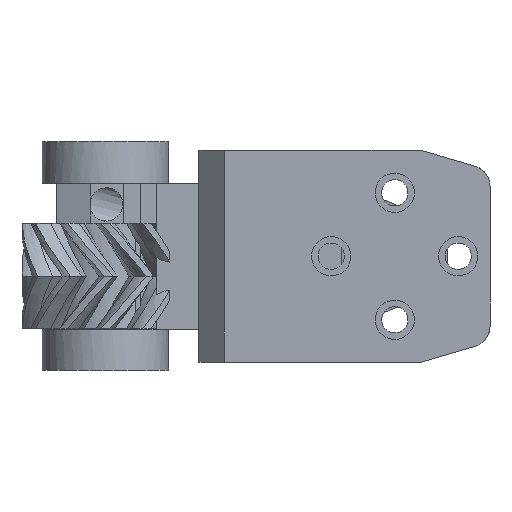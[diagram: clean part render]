
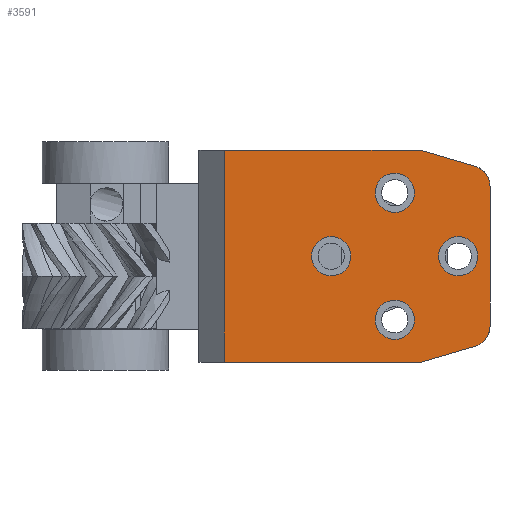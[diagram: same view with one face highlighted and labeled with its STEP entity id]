
A CAD part, front view. The second image highlights one B-rep face of the part: STEP entity #3591.
In plain terms, the highlighted planar face has unit normal (0, -1, 0).
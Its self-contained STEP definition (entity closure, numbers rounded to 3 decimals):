
#358=FACE_BOUND('',#884,.T.);
#359=FACE_BOUND('',#885,.T.);
#360=FACE_BOUND('',#886,.T.);
#361=FACE_BOUND('',#887,.T.);
#671=FACE_OUTER_BOUND('',#883,.T.);
#883=EDGE_LOOP('',(#2820,#2821,#2822,#2823,#2824,#2825,#2826,#2827));
#884=EDGE_LOOP('',(#2828));
#885=EDGE_LOOP('',(#2829));
#886=EDGE_LOOP('',(#2830));
#887=EDGE_LOOP('',(#2831));
#1048=CIRCLE('',#3834,1.85);
#1051=CIRCLE('',#3839,1.85);
#1054=CIRCLE('',#3844,1.85);
#1057=CIRCLE('',#3849,1.85);
#1070=CIRCLE('',#3871,2.);
#1071=CIRCLE('',#3877,2.);
#1199=LINE('',#7428,#1393);
#1200=LINE('',#7431,#1394);
#1247=LINE('',#7575,#1441);
#1248=LINE('',#7577,#1442);
#1251=LINE('',#7582,#1445);
#1252=LINE('',#7584,#1446);
#1393=VECTOR('',#4244,10.);
#1394=VECTOR('',#4247,10.);
#1441=VECTOR('',#4392,10.);
#1442=VECTOR('',#4395,10.);
#1445=VECTOR('',#4400,10.);
#1446=VECTOR('',#4403,10.);
#1641=VERTEX_POINT('',#7421);
#1644=VERTEX_POINT('',#7426);
#1645=VERTEX_POINT('',#7430);
#1658=VERTEX_POINT('',#7465);
#1661=VERTEX_POINT('',#7474);
#1664=VERTEX_POINT('',#7483);
#1667=VERTEX_POINT('',#7492);
#1690=VERTEX_POINT('',#7555);
#1691=VERTEX_POINT('',#7557);
#1692=VERTEX_POINT('',#7569);
#1693=VERTEX_POINT('',#7571);
#1694=VERTEX_POINT('',#7580);
#2037=EDGE_CURVE('',#1644,#1641,#1199,.T.);
#2038=EDGE_CURVE('',#1641,#1645,#1200,.T.);
#2056=EDGE_CURVE('',#1658,#1658,#1048,.T.);
#2060=EDGE_CURVE('',#1661,#1661,#1051,.T.);
#2064=EDGE_CURVE('',#1664,#1664,#1054,.T.);
#2068=EDGE_CURVE('',#1667,#1667,#1057,.T.);
#2100=EDGE_CURVE('',#1690,#1691,#1070,.T.);
#2107=EDGE_CURVE('',#1692,#1693,#1071,.T.);
#2109=EDGE_CURVE('',#1691,#1692,#1247,.T.);
#2110=EDGE_CURVE('',#1645,#1690,#1248,.T.);
#2113=EDGE_CURVE('',#1694,#1644,#1251,.T.);
#2114=EDGE_CURVE('',#1693,#1694,#1252,.T.);
#2820=ORIENTED_EDGE('',*,*,#2037,.F.);
#2821=ORIENTED_EDGE('',*,*,#2113,.F.);
#2822=ORIENTED_EDGE('',*,*,#2114,.F.);
#2823=ORIENTED_EDGE('',*,*,#2107,.F.);
#2824=ORIENTED_EDGE('',*,*,#2109,.F.);
#2825=ORIENTED_EDGE('',*,*,#2100,.F.);
#2826=ORIENTED_EDGE('',*,*,#2110,.F.);
#2827=ORIENTED_EDGE('',*,*,#2038,.F.);
#2828=ORIENTED_EDGE('',*,*,#2056,.F.);
#2829=ORIENTED_EDGE('',*,*,#2060,.F.);
#2830=ORIENTED_EDGE('',*,*,#2064,.F.);
#2831=ORIENTED_EDGE('',*,*,#2068,.F.);
#3485=PLANE('',#3882);
#3591=ADVANCED_FACE('',(#671,#358,#359,#360,#361),#3485,.F.);
#3834=AXIS2_PLACEMENT_3D('',#7466,#4273,#4274);
#3839=AXIS2_PLACEMENT_3D('',#7475,#4284,#4285);
#3844=AXIS2_PLACEMENT_3D('',#7484,#4295,#4296);
#3849=AXIS2_PLACEMENT_3D('',#7493,#4306,#4307);
#3871=AXIS2_PLACEMENT_3D('',#7558,#4369,#4370);
#3877=AXIS2_PLACEMENT_3D('',#7572,#4387,#4388);
#3882=AXIS2_PLACEMENT_3D('',#7585,#4404,#4405);
#4244=DIRECTION('',(0.,0.,1.));
#4247=DIRECTION('',(1.,0.,0.));
#4273=DIRECTION('center_axis',(0.,-1.,0.));
#4274=DIRECTION('ref_axis',(1.,0.,0.));
#4284=DIRECTION('center_axis',(0.,-1.,0.));
#4285=DIRECTION('ref_axis',(1.,0.,0.));
#4295=DIRECTION('center_axis',(0.,-1.,0.));
#4296=DIRECTION('ref_axis',(1.,0.,0.));
#4306=DIRECTION('center_axis',(0.,-1.,0.));
#4307=DIRECTION('ref_axis',(1.,0.,0.));
#4369=DIRECTION('center_axis',(0.,1.,0.));
#4370=DIRECTION('ref_axis',(0.281,0.,0.96));
#4387=DIRECTION('center_axis',(0.,1.,0.));
#4388=DIRECTION('ref_axis',(1.,0.,0.));
#4392=DIRECTION('',(0.,0.,-1.));
#4395=DIRECTION('',(0.96,0.,-0.281));
#4400=DIRECTION('',(-1.,0.,0.));
#4403=DIRECTION('',(-0.96,0.,-0.281));
#4404=DIRECTION('center_axis',(0.,1.,0.));
#4405=DIRECTION('ref_axis',(0.,0.,1.));
#7421=CARTESIAN_POINT('',(11.253,-22.,6.9));
#7426=CARTESIAN_POINT('',(11.253,-22.,-13.1));
#7428=CARTESIAN_POINT('',(11.253,-22.,-8.1));
#7430=CARTESIAN_POINT('',(29.853,-22.,6.9));
#7431=CARTESIAN_POINT('',(8.853,-22.,6.9));
#7465=CARTESIAN_POINT('',(25.503,-22.,2.9));
#7466=CARTESIAN_POINT('Origin',(27.353,-22.,2.9));
#7474=CARTESIAN_POINT('',(31.503,-22.,-3.1));
#7475=CARTESIAN_POINT('Origin',(33.353,-22.,-3.1));
#7483=CARTESIAN_POINT('',(19.503,-22.,-3.1));
#7484=CARTESIAN_POINT('Origin',(21.353,-22.,-3.1));
#7492=CARTESIAN_POINT('',(25.503,-22.,-9.1));
#7493=CARTESIAN_POINT('Origin',(27.353,-22.,-9.1));
#7555=CARTESIAN_POINT('',(34.914,-22.,5.421));
#7557=CARTESIAN_POINT('',(36.353,-22.,3.501));
#7558=CARTESIAN_POINT('Origin',(34.353,-22.,3.501));
#7569=CARTESIAN_POINT('',(36.353,-22.,-9.701));
#7571=CARTESIAN_POINT('',(34.914,-22.,-11.621));
#7572=CARTESIAN_POINT('Origin',(34.353,-22.,-9.701));
#7575=CARTESIAN_POINT('',(36.353,-22.,3.501));
#7577=CARTESIAN_POINT('',(29.853,-22.,6.9));
#7580=CARTESIAN_POINT('',(29.853,-22.,-13.1));
#7582=CARTESIAN_POINT('',(36.353,-22.,-13.1));
#7584=CARTESIAN_POINT('',(34.914,-22.,-11.621));
#7585=CARTESIAN_POINT('Origin',(22.603,-22.,-3.1));
